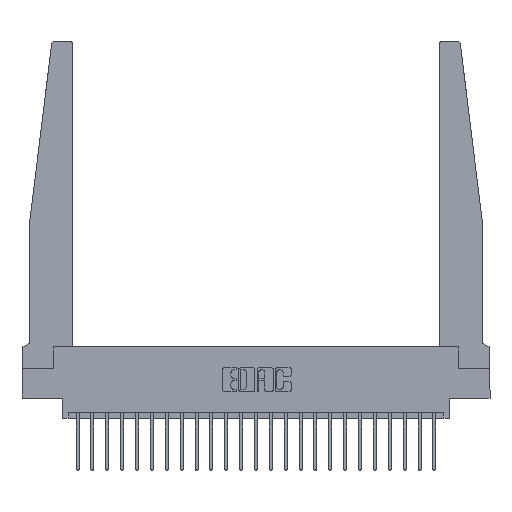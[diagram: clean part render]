
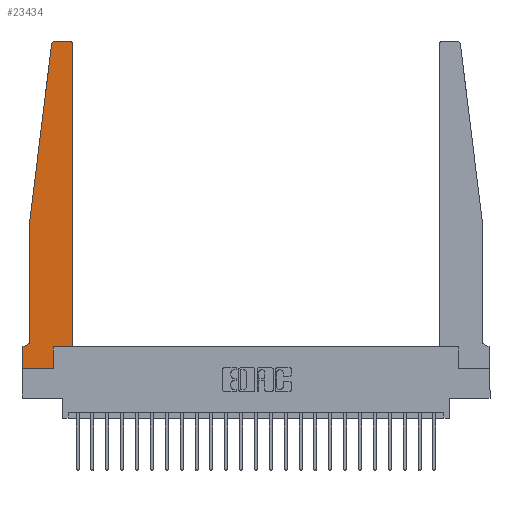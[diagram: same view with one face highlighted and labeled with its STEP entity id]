
A CAD part, top view. The second image highlights one B-rep face of the part: STEP entity #23434.
In plain terms, the highlighted planar face has unit normal (0, 0, 1).
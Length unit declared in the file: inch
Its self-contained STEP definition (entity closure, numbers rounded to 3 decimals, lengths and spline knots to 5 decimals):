
#257 = DIRECTION ( 'NONE',  ( 0., -1., 0. ) ) ;
#314 = DIRECTION ( 'NONE',  ( 0., -1., 0. ) ) ;
#342 = VECTOR ( 'NONE', #7713, 39.37008 ) ;
#483 = DIRECTION ( 'NONE',  ( -1., 0., 0. ) ) ;
#703 = LINE ( 'NONE', #9355, #10314 ) ;
#707 = VERTEX_POINT ( 'NONE', #1832 ) ;
#715 = DIRECTION ( 'NONE',  ( -0.122, -0.992, 0. ) ) ;
#940 = LINE ( 'NONE', #10077, #17343 ) ;
#1217 = LINE ( 'NONE', #8257, #23123 ) ;
#1832 = CARTESIAN_POINT ( 'NONE',  ( 0.425, 2.72, 0.37 ) ) ;
#2082 = ORIENTED_EDGE ( 'NONE', *, *, #23201, .T. ) ;
#2130 = CARTESIAN_POINT ( 'NONE',  ( 0.25, 2.75, 0.37 ) ) ;
#2157 = VECTOR ( 'NONE', #22392, 39.37008 ) ;
#3806 = CARTESIAN_POINT ( 'NONE',  ( 0., 0., 0.37 ) ) ;
#3952 = CARTESIAN_POINT ( 'NONE',  ( 0.395, 2.75, 0.37 ) ) ;
#4221 = VERTEX_POINT ( 'NONE', #21150 ) ;
#4458 = CARTESIAN_POINT ( 'NONE',  ( 0.015, 0.2375, 0.37 ) ) ;
#4901 = VERTEX_POINT ( 'NONE', #3952 ) ;
#5041 = DIRECTION ( 'NONE',  ( 1., 0., 0. ) ) ;
#5144 = ORIENTED_EDGE ( 'NONE', *, *, #23355, .T. ) ;
#5288 = EDGE_CURVE ( 'NONE', #4901, #7601, #11861, .T. ) ;
#5421 = ORIENTED_EDGE ( 'NONE', *, *, #13900, .T. ) ;
#5625 = AXIS2_PLACEMENT_3D ( 'NONE', #4458, #9730, #483 ) ;
#6012 = CARTESIAN_POINT ( 'NONE',  ( 0.425, 0.18, 0.37 ) ) ;
#6612 = AXIS2_PLACEMENT_3D ( 'NONE', #16523, #16035, #10840 ) ;
#6841 = CIRCLE ( 'NONE', #15774, 0.03 ) ;
#7601 = VERTEX_POINT ( 'NONE', #11282 ) ;
#7638 = VERTEX_POINT ( 'NONE', #15037 ) ;
#7713 = DIRECTION ( 'NONE',  ( -1., 0., 0. ) ) ;
#8025 = VECTOR ( 'NONE', #314, 39.37008 ) ;
#8236 = CARTESIAN_POINT ( 'NONE',  ( 0.065, 1.25, 0.37 ) ) ;
#8257 = CARTESIAN_POINT ( 'NONE',  ( 0.065, 0.1875, 0.37 ) ) ;
#8781 = VERTEX_POINT ( 'NONE', #13137 ) ;
#9103 = EDGE_CURVE ( 'NONE', #17360, #707, #9683, .T. ) ;
#9225 = CARTESIAN_POINT ( 'NONE',  ( 0.425, 0.18, 0.37 ) ) ;
#9330 = EDGE_CURVE ( 'NONE', #8781, #17360, #16260, .T. ) ;
#9355 = CARTESIAN_POINT ( 'NONE',  ( 0.065, 1.25, 0.37 ) ) ;
#9683 = LINE ( 'NONE', #6012, #23433 ) ;
#9730 = DIRECTION ( 'NONE',  ( 0., 0., -1. ) ) ;
#9930 = CIRCLE ( 'NONE', #5625, 0.05 ) ;
#10077 = CARTESIAN_POINT ( 'NONE',  ( 0.065, 1.25, 0.37 ) ) ;
#10314 = VECTOR ( 'NONE', #257, 39.37008 ) ;
#10436 = VERTEX_POINT ( 'NONE', #21511 ) ;
#10438 = EDGE_CURVE ( 'NONE', #10436, #4221, #1217, .T. ) ;
#10840 = DIRECTION ( 'NONE',  ( 1., 0., 0. ) ) ;
#11227 = CARTESIAN_POINT ( 'NONE',  ( 0.2605, 0.18, 0.37 ) ) ;
#11282 = CARTESIAN_POINT ( 'NONE',  ( 0.27653, 2.75, 0.37 ) ) ;
#11453 = VECTOR ( 'NONE', #16618, 39.37008 ) ;
#11502 = ORIENTED_EDGE ( 'NONE', *, *, #9330, .T. ) ;
#11605 = EDGE_CURVE ( 'NONE', #4221, #14966, #16925, .T. ) ;
#11610 = CARTESIAN_POINT ( 'NONE',  ( 0., 0., 0.37 ) ) ;
#11861 = LINE ( 'NONE', #2130, #342 ) ;
#11939 = ORIENTED_EDGE ( 'NONE', *, *, #9103, .T. ) ;
#12050 = DIRECTION ( 'NONE',  ( -1., 0., 0. ) ) ;
#12249 = VECTOR ( 'NONE', #20574, 39.37008 ) ;
#12370 = FACE_OUTER_BOUND ( 'NONE', #21247, .T. ) ;
#13137 = CARTESIAN_POINT ( 'NONE',  ( 0.2605, 0.18, 0.37 ) ) ;
#13403 = VERTEX_POINT ( 'NONE', #16564 ) ;
#13900 = EDGE_CURVE ( 'NONE', #13403, #10436, #9930, .T. ) ;
#14102 = VERTEX_POINT ( 'NONE', #8236 ) ;
#14351 = VERTEX_POINT ( 'NONE', #22418 ) ;
#14388 = ORIENTED_EDGE ( 'NONE', *, *, #15249, .T. ) ;
#14413 = DIRECTION ( 'NONE',  ( 0., 0., 1. ) ) ;
#14804 = EDGE_CURVE ( 'NONE', #7638, #8781, #14972, .T. ) ;
#14840 = ORIENTED_EDGE ( 'NONE', *, *, #5288, .T. ) ;
#14966 = VERTEX_POINT ( 'NONE', #17613 ) ;
#14972 = LINE ( 'NONE', #11227, #2157 ) ;
#14974 = ORIENTED_EDGE ( 'NONE', *, *, #14804, .T. ) ;
#15037 = CARTESIAN_POINT ( 'NONE',  ( 0.2605, 0., 0.37 ) ) ;
#15160 = DIRECTION ( 'NONE',  ( 0., 0., 1. ) ) ;
#15249 = EDGE_CURVE ( 'NONE', #14102, #13403, #703, .T. ) ;
#15774 = AXIS2_PLACEMENT_3D ( 'NONE', #16720, #15160, #22575 ) ;
#16035 = DIRECTION ( 'NONE',  ( 0., 0., 1. ) ) ;
#16260 = LINE ( 'NONE', #9225, #11453 ) ;
#16343 = PLANE ( 'NONE',  #18893 ) ;
#16523 = CARTESIAN_POINT ( 'NONE',  ( 0.27653, 2.72, 0.37 ) ) ;
#16564 = CARTESIAN_POINT ( 'NONE',  ( 0.065, 0.2375, 0.37 ) ) ;
#16618 = DIRECTION ( 'NONE',  ( 1., 0., 0. ) ) ;
#16720 = CARTESIAN_POINT ( 'NONE',  ( 0.395, 2.72, 0.37 ) ) ;
#16925 = LINE ( 'NONE', #11610, #8025 ) ;
#17343 = VECTOR ( 'NONE', #715, 39.37008 ) ;
#17360 = VERTEX_POINT ( 'NONE', #21526 ) ;
#17432 = EDGE_CURVE ( 'NONE', #7601, #14351, #20987, .T. ) ;
#17613 = CARTESIAN_POINT ( 'NONE',  ( 0., 0., 0.37 ) ) ;
#18893 = AXIS2_PLACEMENT_3D ( 'NONE', #21470, #14413, #5041 ) ;
#20154 = ORIENTED_EDGE ( 'NONE', *, *, #20158, .T. ) ;
#20158 = EDGE_CURVE ( 'NONE', #14966, #7638, #20449, .T. ) ;
#20449 = LINE ( 'NONE', #3806, #12249 ) ;
#20574 = DIRECTION ( 'NONE',  ( 1., 0., 0. ) ) ;
#20753 = ORIENTED_EDGE ( 'NONE', *, *, #17432, .T. ) ;
#20848 = DIRECTION ( 'NONE',  ( 0., 1., 0. ) ) ;
#20987 = CIRCLE ( 'NONE', #6612, 0.03 ) ;
#21150 = CARTESIAN_POINT ( 'NONE',  ( 0., 0.1875, 0.37 ) ) ;
#21247 = EDGE_LOOP ( 'NONE', ( #14840, #20753, #5144, #14388, #5421, #23350, #22396, #20154, #14974, #11502, #11939, #2082 ) ) ;
#21470 = CARTESIAN_POINT ( 'NONE',  ( 0., 0.1875, 0.37 ) ) ;
#21511 = CARTESIAN_POINT ( 'NONE',  ( 0.015, 0.1875, 0.37 ) ) ;
#21526 = CARTESIAN_POINT ( 'NONE',  ( 0.425, 0.18, 0.37 ) ) ;
#22392 = DIRECTION ( 'NONE',  ( 0., 1., 0. ) ) ;
#22396 = ORIENTED_EDGE ( 'NONE', *, *, #11605, .T. ) ;
#22418 = CARTESIAN_POINT ( 'NONE',  ( 0.24675, 2.72367, 0.37 ) ) ;
#22575 = DIRECTION ( 'NONE',  ( 1., 0., 0. ) ) ;
#23123 = VECTOR ( 'NONE', #12050, 39.37008 ) ;
#23201 = EDGE_CURVE ( 'NONE', #707, #4901, #6841, .T. ) ;
#23350 = ORIENTED_EDGE ( 'NONE', *, *, #10438, .T. ) ;
#23355 = EDGE_CURVE ( 'NONE', #14351, #14102, #940, .T. ) ;
#23433 = VECTOR ( 'NONE', #20848, 39.37008 ) ;
#23434 = ADVANCED_FACE ( 'NONE', ( #12370 ), #16343, .T. ) ;
